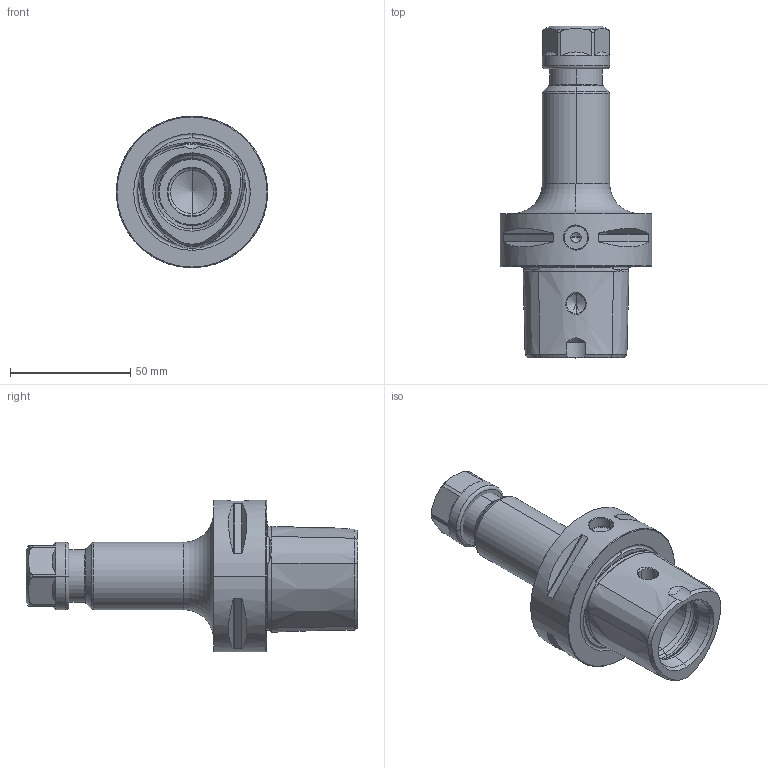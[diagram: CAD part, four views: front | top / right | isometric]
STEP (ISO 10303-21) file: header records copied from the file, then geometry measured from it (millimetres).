
FILE_DESCRIPTION((''),'2;1');
FILE_NAME('CC6-021-16_ASM','2011-09-13T',('mei'),(''),'PRO/ENGINEER BY PARAMETRIC TECHNOLOGY CORPORATION, 2010430','PRO/ENGINEER BY PARAMETRIC TECHNOLOGY CORPORATION, 2010430','');
FILE_SCHEMA(('CONFIG_CONTROL_DESIGN'));
Length unit declared in the file: millimetre
Products named in the file (3): CC6-021-16; 83-912-16; CC6-021-16_ASM
Assembly tree (2 placements, depth 2):
  CC6-021-16_ASM
    CC6-021-16
    83-912-16
Bounding box: 63 x 138 x 63 mm (x, y, z)
Volume: 143720.1 mm3; surface area: 29879.6 mm2
Topology: 2 solids, 3 shells, 152 faces, 371 edges, 228 vertices
Faces by surface type: cone 52, cylinder 37, plane 31, torus 30, bspline 2
Entity records: 5437 total; most frequent: CARTESIAN_POINT 1866, DIRECTION 742, ORIENTED_EDGE 724, EDGE_CURVE 365, AXIS2_PLACEMENT_3D 315, VERTEX_POINT 228, EDGE_LOOP 165, CIRCLE 158
